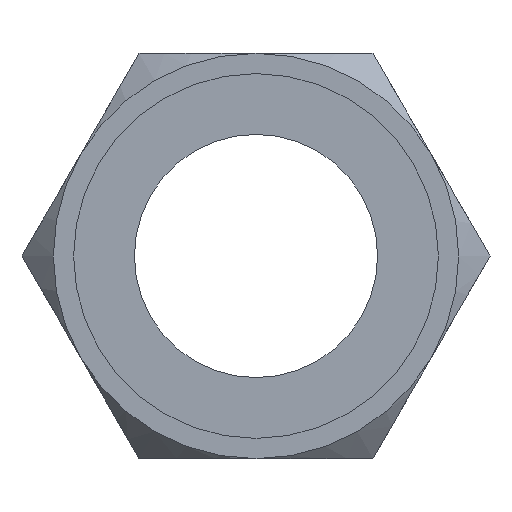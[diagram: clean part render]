
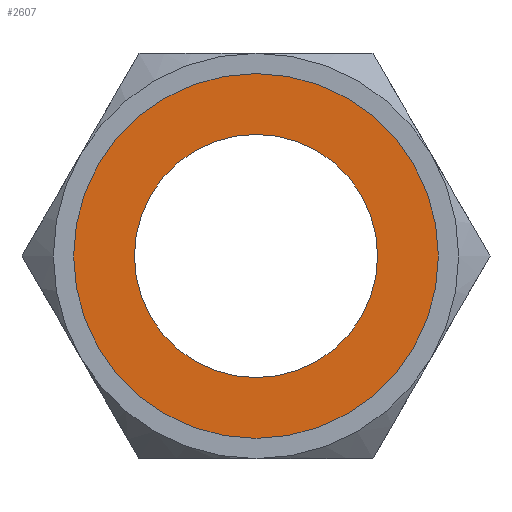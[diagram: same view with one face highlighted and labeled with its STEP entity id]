
A CAD part, left-side view. The second image highlights one B-rep face of the part: STEP entity #2607.
In plain terms, the highlighted planar face has unit normal (-1, 0, 0).
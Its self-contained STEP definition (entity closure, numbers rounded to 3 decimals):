
#6 = CARTESIAN_POINT ( 'NONE',  ( 0., 0., 0. ) ) ;
#39 = CARTESIAN_POINT ( 'NONE',  ( 0., 0., 4.5 ) ) ;
#123 = DIRECTION ( 'NONE',  ( 0., 0., -1. ) ) ;
#247 = FACE_BOUND ( 'NONE', #4492, .T. ) ;
#256 = DIRECTION ( 'NONE',  ( -1., 0., 0. ) ) ;
#287 = CIRCLE ( 'NONE', #2486, 6.75 ) ;
#451 = ORIENTED_EDGE ( 'NONE', *, *, #5464, .T. ) ;
#571 = PLANE ( 'NONE',  #5083 ) ;
#659 = FACE_OUTER_BOUND ( 'NONE', #4066, .T. ) ;
#896 = DIRECTION ( 'NONE',  ( 0., 0., 1. ) ) ;
#980 = CIRCLE ( 'NONE', #2991, 4.5 ) ;
#1027 = CIRCLE ( 'NONE', #1603, 4.5 ) ;
#1161 = CARTESIAN_POINT ( 'NONE',  ( 0., 0., -4.5 ) ) ;
#1361 = EDGE_CURVE ( 'NONE', #1565, #3513, #980, .T. ) ;
#1493 = CARTESIAN_POINT ( 'NONE',  ( 0., 0., 0. ) ) ;
#1557 = CIRCLE ( 'NONE', #4900, 6.75 ) ;
#1565 = VERTEX_POINT ( 'NONE', #1161 ) ;
#1592 = CARTESIAN_POINT ( 'NONE',  ( 0., 0., 0. ) ) ;
#1603 = AXIS2_PLACEMENT_3D ( 'NONE', #3341, #5540, #4243 ) ;
#1837 = EDGE_CURVE ( 'NONE', #3955, #2163, #1557, .T. ) ;
#2023 = ORIENTED_EDGE ( 'NONE', *, *, #1361, .T. ) ;
#2082 = CARTESIAN_POINT ( 'NONE',  ( 0., 0., 0. ) ) ;
#2163 = VERTEX_POINT ( 'NONE', #5699 ) ;
#2255 = DIRECTION ( 'NONE',  ( 0., 0., -1. ) ) ;
#2486 = AXIS2_PLACEMENT_3D ( 'NONE', #1493, #2743, #896 ) ;
#2607 = ADVANCED_FACE ( 'NONE', ( #247, #659 ), #571, .F. ) ;
#2743 = DIRECTION ( 'NONE',  ( -1., 0., 0. ) ) ;
#2991 = AXIS2_PLACEMENT_3D ( 'NONE', #6, #3693, #2255 ) ;
#3162 = ORIENTED_EDGE ( 'NONE', *, *, #1837, .T. ) ;
#3341 = CARTESIAN_POINT ( 'NONE',  ( 0., 0., 0. ) ) ;
#3432 = DIRECTION ( 'NONE',  ( 1., 0., 0. ) ) ;
#3513 = VERTEX_POINT ( 'NONE', #39 ) ;
#3693 = DIRECTION ( 'NONE',  ( 1., 0., 0. ) ) ;
#3917 = DIRECTION ( 'NONE',  ( 0., 0., 1. ) ) ;
#3955 = VERTEX_POINT ( 'NONE', #5670 ) ;
#4063 = ORIENTED_EDGE ( 'NONE', *, *, #5023, .T. ) ;
#4066 = EDGE_LOOP ( 'NONE', ( #3162, #4063 ) ) ;
#4243 = DIRECTION ( 'NONE',  ( 0., 0., -1. ) ) ;
#4492 = EDGE_LOOP ( 'NONE', ( #451, #2023 ) ) ;
#4900 = AXIS2_PLACEMENT_3D ( 'NONE', #2082, #256, #3917 ) ;
#5023 = EDGE_CURVE ( 'NONE', #2163, #3955, #287, .T. ) ;
#5083 = AXIS2_PLACEMENT_3D ( 'NONE', #1592, #3432, #123 ) ;
#5464 = EDGE_CURVE ( 'NONE', #3513, #1565, #1027, .T. ) ;
#5540 = DIRECTION ( 'NONE',  ( 1., 0., 0. ) ) ;
#5670 = CARTESIAN_POINT ( 'NONE',  ( 0., 0., 6.75 ) ) ;
#5699 = CARTESIAN_POINT ( 'NONE',  ( 0., 0., -6.75 ) ) ;
